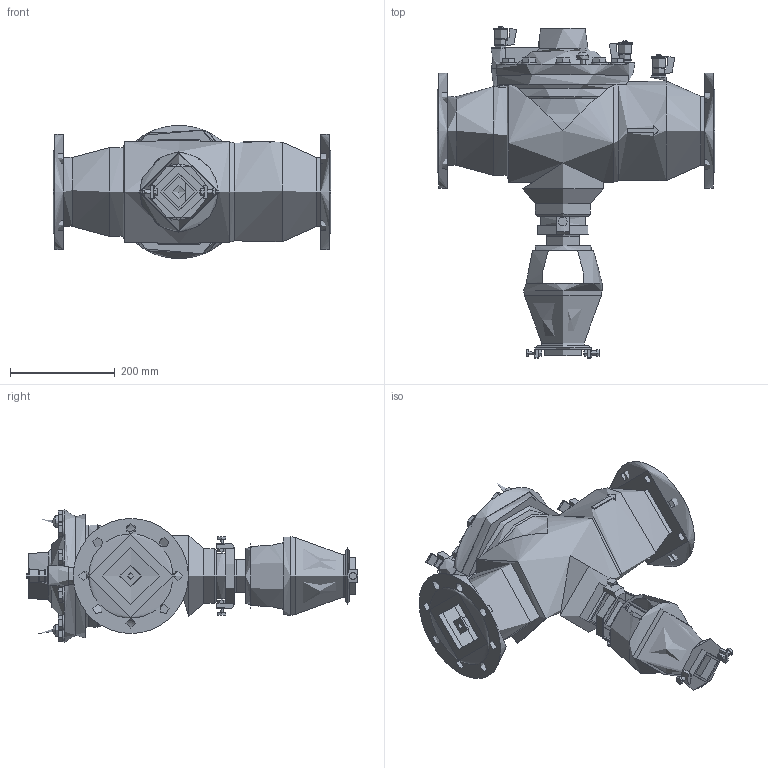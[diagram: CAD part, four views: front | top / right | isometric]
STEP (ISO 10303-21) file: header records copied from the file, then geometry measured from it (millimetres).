
FILE_DESCRIPTION( ( 'STEP AP214' ), '1' );
FILE_NAME( 'socla_ba4760_149B 3098.stp', '2019-10-09T13:26:27', ( '' ), ( '' ), ' ', 'PARTsolutions', ' ' );
FILE_SCHEMA( ( 'AUTOMOTIVE_DESIGN { 1 0 10303 214 1 1 1 1 }' ) );
Length unit declared in the file: millimetre
Products named in the file (1): _socla_ba4760_149B 3098
Bounding box: 530 x 634.25 x 254.1 mm (x, y, z)
Volume: 13317737.7 mm3
Topology: 1 solids, 4 shells, 529 faces, 1323 edges, 862 vertices
Faces by surface type: plane 309, cylinder 119, cone 58, torus 42, sphere 1
Full cylindrical faces by diameter (mm): 4 x2, 8 x11, 10 x2, 12 x1, 17.45 x1, 19 x16, 22 x6, 23 x2, 25 x3, 25.85 x1, 25.964 x1, 27.6 x1, 27.7 x1, 28 x3, 30 x10, 38.36 x1, 60 x1, 62 x1, 87 x1, 88 x1, 89 x1, 105 x1, 108 x2, 128.5 x1, 132 x2, 136 x1, 150 x1, 152.5 x1, 154 x1, 172.5 x1
Entity records: 20708 total; most frequent: CARTESIAN_POINT 4482, DIRECTION 2495, ORIENTED_EDGE 2260, EDGE_CURVE 1130, AXIS2_PLACEMENT_3D 986, VERTEX_POINT 820, EDGE_LOOP 777, FACE_OUTER_BOUND 629
